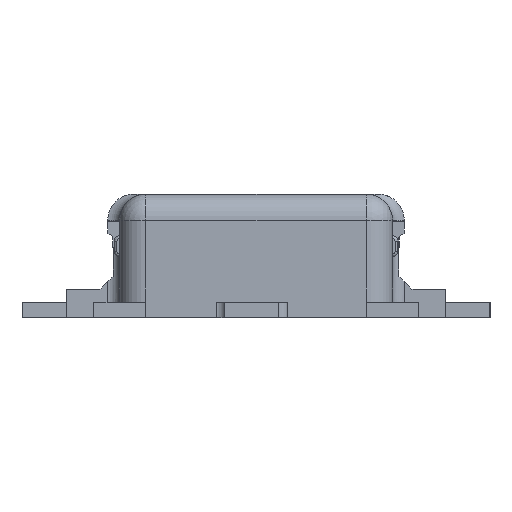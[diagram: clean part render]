
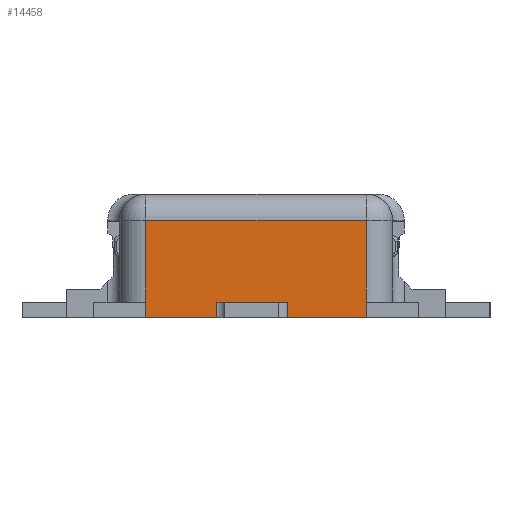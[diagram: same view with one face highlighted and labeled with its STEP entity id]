
A CAD part, left-side view. The second image highlights one B-rep face of the part: STEP entity #14458.
In plain terms, the highlighted planar face has unit normal (-1, 0, 0).
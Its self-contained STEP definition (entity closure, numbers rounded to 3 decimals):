
#1442=DIRECTION('',(0.,0.,1.));
#1443=VECTOR('',#1442,0.315);
#1444=CARTESIAN_POINT('',(-4.13,-0.425,0.06));
#1445=LINE('',#1444,#1443);
#1450=DIRECTION('',(0.,0.,-1.));
#1451=VECTOR('',#1450,0.06);
#1452=CARTESIAN_POINT('',(-4.13,-0.425,0.06));
#1453=LINE('',#1452,#1451);
#1454=DIRECTION('',(0.,1.,0.));
#1455=VECTOR('',#1454,0.305);
#1456=CARTESIAN_POINT('',(-4.13,-0.425,0.));
#1457=LINE('',#1456,#1455);
#1458=DIRECTION('',(0.,1.,0.));
#1459=VECTOR('',#1458,0.273);
#1460=CARTESIAN_POINT('',(-4.13,0.152,0.));
#1461=LINE('',#1460,#1459);
#1466=DIRECTION('',(0.,0.,-1.));
#1467=VECTOR('',#1466,0.315);
#1468=CARTESIAN_POINT('',(-4.13,0.425,0.375));
#1469=LINE('',#1468,#1467);
#4896=DIRECTION('',(0.,1.,0.));
#4897=VECTOR('',#4896,0.85);
#4898=CARTESIAN_POINT('',(-4.13,-0.425,0.375));
#4899=LINE('',#4898,#4897);
#8292=DIRECTION('',(0.,0.,-1.));
#8293=VECTOR('',#8292,0.06);
#8294=CARTESIAN_POINT('',(-4.13,0.425,0.06));
#8295=LINE('',#8294,#8293);
#8405=DIRECTION('',(0.,0.,-1.));
#8406=VECTOR('',#8405,0.06);
#8407=CARTESIAN_POINT('',(-4.13,-0.12,0.06));
#8408=LINE('',#8407,#8406);
#8413=DIRECTION('',(0.,0.,1.));
#8414=VECTOR('',#8413,0.06);
#8415=CARTESIAN_POINT('',(-4.13,0.152,0.));
#8416=LINE('',#8415,#8414);
#8435=DIRECTION('',(0.,-1.,0.));
#8436=VECTOR('',#8435,0.272);
#8437=CARTESIAN_POINT('',(-4.13,0.152,0.06));
#8438=LINE('',#8437,#8436);
#10123=CARTESIAN_POINT('',(-4.13,0.425,0.));
#10124=VERTEX_POINT('',#10123);
#10125=CARTESIAN_POINT('',(-4.13,0.152,0.));
#10126=VERTEX_POINT('',#10125);
#10131=CARTESIAN_POINT('',(-4.13,-0.12,0.));
#10132=VERTEX_POINT('',#10131);
#10133=CARTESIAN_POINT('',(-4.13,-0.425,0.));
#10134=VERTEX_POINT('',#10133);
#11831=CARTESIAN_POINT('',(-4.13,0.425,0.375));
#11832=VERTEX_POINT('',#11831);
#11833=CARTESIAN_POINT('',(-4.13,0.425,0.06));
#11834=VERTEX_POINT('',#11833);
#11835=CARTESIAN_POINT('',(-4.13,-0.425,0.375));
#11836=VERTEX_POINT('',#11835);
#11837=CARTESIAN_POINT('',(-4.13,-0.425,0.06));
#11838=VERTEX_POINT('',#11837);
#11839=CARTESIAN_POINT('',(-4.13,-0.12,0.06));
#11840=VERTEX_POINT('',#11839);
#11841=CARTESIAN_POINT('',(-4.13,0.152,0.06));
#11842=VERTEX_POINT('',#11841);
#14434=CARTESIAN_POINT('',(-4.13,0.57,0.));
#14435=DIRECTION('',(-1.,0.,0.));
#14436=DIRECTION('',(0.,-1.,0.));
#14437=AXIS2_PLACEMENT_3D('',#14434,#14435,#14436);
#14438=PLANE('',#14437);
#14440=ORIENTED_EDGE('',*,*,#14439,.F.);
#14442=ORIENTED_EDGE('',*,*,#14441,.F.);
#14443=ORIENTED_EDGE('',*,*,#14424,.F.);
#14445=ORIENTED_EDGE('',*,*,#14444,.T.);
#14446=ORIENTED_EDGE('',*,*,#13265,.T.);
#14448=ORIENTED_EDGE('',*,*,#14447,.F.);
#14450=ORIENTED_EDGE('',*,*,#14449,.F.);
#14452=ORIENTED_EDGE('',*,*,#14451,.F.);
#14453=ORIENTED_EDGE('',*,*,#13257,.T.);
#14455=ORIENTED_EDGE('',*,*,#14454,.F.);
#14456=EDGE_LOOP('',(#14440,#14442,#14443,#14445,#14446,#14448,#14450,#14452,
#14453,#14455));
#14457=FACE_OUTER_BOUND('',#14456,.F.);
#14458=ADVANCED_FACE('',(#14457),#14438,.T.);
#13257=EDGE_CURVE('',#10126,#10124,#1461,.T.);
#13265=EDGE_CURVE('',#10134,#10132,#1457,.T.);
#14424=EDGE_CURVE('',#11838,#11836,#1445,.T.);
#14439=EDGE_CURVE('',#11832,#11834,#1469,.T.);
#14441=EDGE_CURVE('',#11836,#11832,#4899,.T.);
#14444=EDGE_CURVE('',#11838,#10134,#1453,.T.);
#14447=EDGE_CURVE('',#11840,#10132,#8408,.T.);
#14449=EDGE_CURVE('',#11842,#11840,#8438,.T.);
#14451=EDGE_CURVE('',#10126,#11842,#8416,.T.);
#14454=EDGE_CURVE('',#11834,#10124,#8295,.T.);
